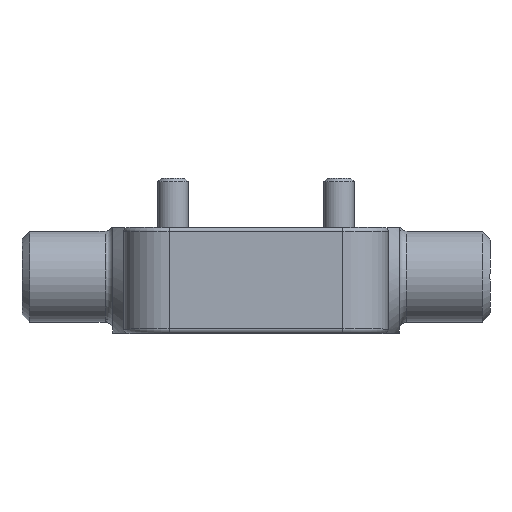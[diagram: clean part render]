
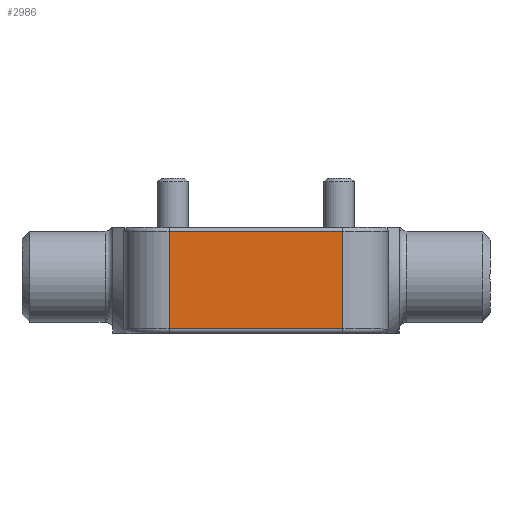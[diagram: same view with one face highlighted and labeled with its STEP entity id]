
A CAD part, top view. The second image highlights one B-rep face of the part: STEP entity #2986.
In plain terms, the highlighted planar face has unit normal (0, 0, 1).
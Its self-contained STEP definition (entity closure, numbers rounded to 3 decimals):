
#256=LINE('',#5381,#401);
#257=LINE('',#5387,#402);
#258=LINE('',#5388,#403);
#259=LINE('',#5389,#404);
#401=VECTOR('',#4237,1000.);
#402=VECTOR('',#4244,1000.);
#403=VECTOR('',#4245,1000.);
#404=VECTOR('',#4246,1000.);
#613=FACE_OUTER_BOUND('',#806,.T.);
#806=EDGE_LOOP('',(#2504,#2505,#2506,#2507));
#1353=VERTEX_POINT('',#5379);
#1354=VERTEX_POINT('',#5380);
#1355=VERTEX_POINT('',#5385);
#1356=VERTEX_POINT('',#5386);
#1748=EDGE_CURVE('',#1353,#1354,#256,.T.);
#1751=EDGE_CURVE('',#1355,#1356,#257,.T.);
#1752=EDGE_CURVE('',#1355,#1353,#258,.T.);
#1753=EDGE_CURVE('',#1354,#1356,#259,.T.);
#2504=ORIENTED_EDGE('',*,*,#1751,.F.);
#2505=ORIENTED_EDGE('',*,*,#1752,.T.);
#2506=ORIENTED_EDGE('',*,*,#1748,.T.);
#2507=ORIENTED_EDGE('',*,*,#1753,.T.);
#2682=PLANE('',#3377);
#2986=ADVANCED_FACE('',(#613),#2682,.F.);
#3377=AXIS2_PLACEMENT_3D('',#5384,#4242,#4243);
#4237=DIRECTION('',(0.,1.,0.));
#4242=DIRECTION('center_axis',(0.,0.,
-1.));
#4243=DIRECTION('ref_axis',(1.,0.,0.));
#4244=DIRECTION('',(0.,1.,0.));
#4245=DIRECTION('',(1.,0.,0.));
#4246=DIRECTION('',(-1.,0.,0.));
#5379=CARTESIAN_POINT('',(11.5,-13.45,17.5));
#5380=CARTESIAN_POINT('',(11.5,-0.55,17.5));
#5381=CARTESIAN_POINT('',(11.5,-14.,17.5));
#5384=CARTESIAN_POINT('Origin',(11.5,-14.,17.5));
#5385=CARTESIAN_POINT('',(-11.5,-13.45,17.5));
#5386=CARTESIAN_POINT('',(-11.5,-0.55,17.5));
#5387=CARTESIAN_POINT('',(-11.5,-14.,17.5));
#5388=CARTESIAN_POINT('',(11.5,-13.45,17.5));
#5389=CARTESIAN_POINT('',(11.5,-0.55,17.5));
